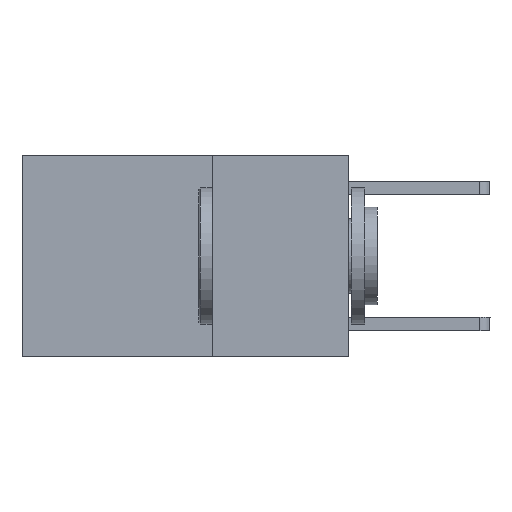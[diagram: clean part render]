
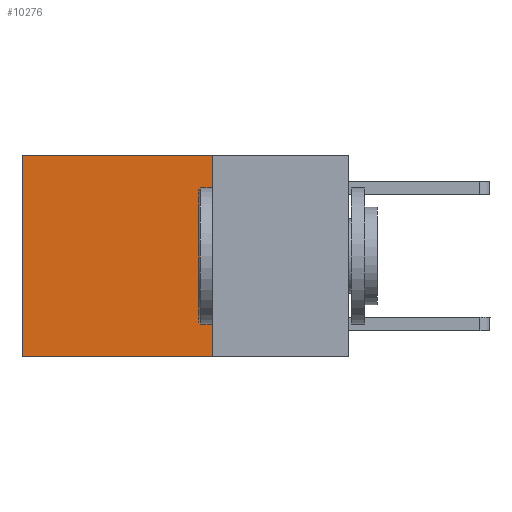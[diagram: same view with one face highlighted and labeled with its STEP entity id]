
A CAD part, left-side view. The second image highlights one B-rep face of the part: STEP entity #10276.
In plain terms, the highlighted planar face has unit normal (-1, 0, 0).
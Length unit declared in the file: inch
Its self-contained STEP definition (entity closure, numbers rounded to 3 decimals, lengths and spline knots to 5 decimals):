
#121 = VERTEX_POINT ( 'NONE', #4733 ) ;
#262 = DIRECTION ( 'NONE',  ( 0., 1., 0. ) ) ;
#795 = ORIENTED_EDGE ( 'NONE', *, *, #4497, .T. ) ;
#828 = DIRECTION ( 'NONE',  ( 1., 0., 0. ) ) ;
#1267 = CARTESIAN_POINT ( 'NONE',  ( 0.2625, 0.25, 0. ) ) ;
#1335 = EDGE_LOOP ( 'NONE', ( #795, #10035, #2778, #9317 ) ) ;
#2223 = CARTESIAN_POINT ( 'NONE',  ( 0.2625, 0.6, -0.37 ) ) ;
#2778 = ORIENTED_EDGE ( 'NONE', *, *, #4729, .F. ) ;
#3152 = LINE ( 'NONE', #9387, #6776 ) ;
#3432 = LINE ( 'NONE', #7114, #9138 ) ;
#3883 = DIRECTION ( 'NONE',  ( 0., 0., -1. ) ) ;
#4474 = VERTEX_POINT ( 'NONE', #6924 ) ;
#4497 = EDGE_CURVE ( 'NONE', #10749, #6419, #3432, .T. ) ;
#4548 = CARTESIAN_POINT ( 'NONE',  ( 0.2625, 0.6, 0. ) ) ;
#4560 = PLANE ( 'NONE',  #5167 ) ;
#4729 = EDGE_CURVE ( 'NONE', #121, #4474, #6664, .T. ) ;
#4733 = CARTESIAN_POINT ( 'NONE',  ( 0.2625, 0.25, 0. ) ) ;
#5167 = AXIS2_PLACEMENT_3D ( 'NONE', #10915, #828, #6302 ) ;
#5204 = DIRECTION ( 'NONE',  ( 0., 1., 0. ) ) ;
#6091 = LINE ( 'NONE', #6288, #6397 ) ;
#6263 = DIRECTION ( 'NONE',  ( 0., 0., -1. ) ) ;
#6288 = CARTESIAN_POINT ( 'NONE',  ( 0.2625, 0.25, -0.37 ) ) ;
#6302 = DIRECTION ( 'NONE',  ( 0., 0., -1. ) ) ;
#6397 = VECTOR ( 'NONE', #5204, 39.37008 ) ;
#6419 = VERTEX_POINT ( 'NONE', #2223 ) ;
#6612 = EDGE_CURVE ( 'NONE', #121, #10749, #3152, .T. ) ;
#6664 = LINE ( 'NONE', #1267, #7234 ) ;
#6776 = VECTOR ( 'NONE', #262, 39.37008 ) ;
#6924 = CARTESIAN_POINT ( 'NONE',  ( 0.2625, 0.25, -0.37 ) ) ;
#7114 = CARTESIAN_POINT ( 'NONE',  ( 0.2625, 0.6, 0. ) ) ;
#7234 = VECTOR ( 'NONE', #3883, 39.37008 ) ;
#7451 = EDGE_CURVE ( 'NONE', #4474, #6419, #6091, .T. ) ;
#9138 = VECTOR ( 'NONE', #6263, 39.37008 ) ;
#9317 = ORIENTED_EDGE ( 'NONE', *, *, #6612, .T. ) ;
#9387 = CARTESIAN_POINT ( 'NONE',  ( 0.2625, 0.25, 0. ) ) ;
#10035 = ORIENTED_EDGE ( 'NONE', *, *, #7451, .F. ) ;
#10276 = ADVANCED_FACE ( 'NONE', ( #10974 ), #4560, .F. ) ;
#10749 = VERTEX_POINT ( 'NONE', #4548 ) ;
#10915 = CARTESIAN_POINT ( 'NONE',  ( 0.2625, 0.25, 0. ) ) ;
#10974 = FACE_OUTER_BOUND ( 'NONE', #1335, .T. ) ;
